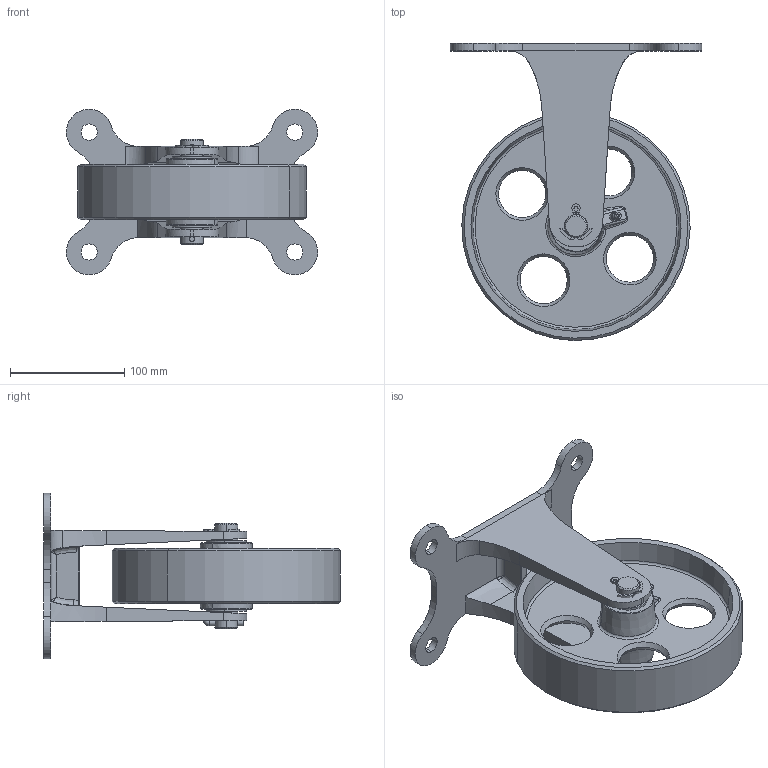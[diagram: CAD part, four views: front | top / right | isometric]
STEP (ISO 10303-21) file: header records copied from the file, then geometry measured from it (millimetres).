
FILE_DESCRIPTION (( 'STEP AP214' ), '1' );
FILE_NAME ('0011591.step', '2021-06-07T11:49:38', ( '' ), ( '' ), 'SwSTEP 2.0', 'SolidWorks 2020', '' );
FILE_SCHEMA (( 'AUTOMOTIVE_DESIGN' ));
Length unit declared in the file: millimetre
Products named in the file (1): 0011591
Bounding box: 220 x 259.99 x 144.96 mm (x, y, z)
Volume: 859689.3 mm3; surface area: 213672.6 mm2
Topology: 8 solids, 8 shells, 285 faces, 665 edges, 396 vertices
Faces by surface type: cylinder 105, plane 84, cone 54, bspline 24, torus 14, sphere 4
Entity records: 16887 total; most frequent: CARTESIAN_POINT 7322, DIRECTION 1334, ORIENTED_EDGE 1310, EDGE_CURVE 655, AXIS2_PLACEMENT_3D 528, VERTEX_POINT 394, EDGE_LOOP 323, UNCERTAINTY_MEASURE_WITH_UNIT 295
